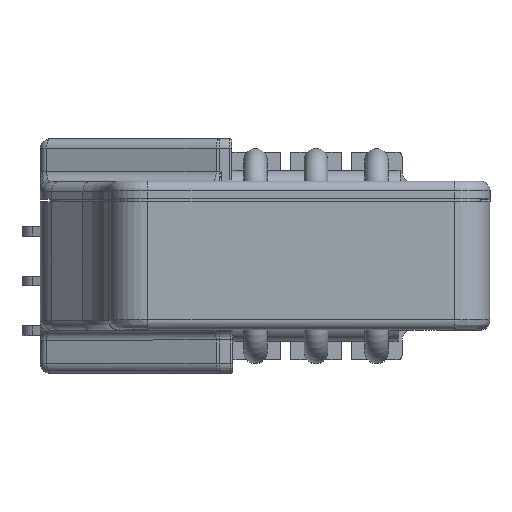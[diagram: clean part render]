
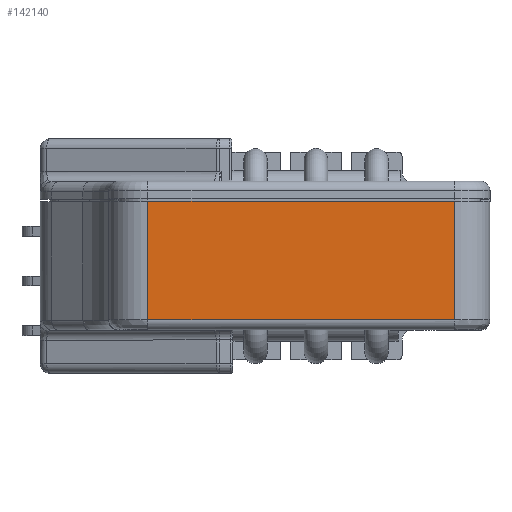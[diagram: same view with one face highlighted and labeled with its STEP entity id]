
A CAD part, top view. The second image highlights one B-rep face of the part: STEP entity #142140.
In plain terms, the highlighted planar face has unit normal (0, 0, 1).
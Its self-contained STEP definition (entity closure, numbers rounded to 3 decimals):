
#66740=CARTESIAN_POINT('',(5.311,1.65,6.36));
#66750=VERTEX_POINT('',#66740);
#67140=CARTESIAN_POINT('',(5.311,16.85,
6.36));
#67150=DIRECTION('',(0.,-1.,0.));
#67160=VECTOR('',#67150,1.);
#67170=LINE('',#67140,#67160);
#67180=CARTESIAN_POINT('',(5.311,17.35,6.36));
#67190=VERTEX_POINT('',#67180);
#67200=EDGE_CURVE('',#67190,#66750,#67170,.T.);
#141130=CARTESIAN_POINT('',(-0.769,17.35,6.36));
#141140=VERTEX_POINT('',#141130);
#141170=CARTESIAN_POINT('',(-0.769,11.959,
6.36));
#141180=DIRECTION('',(0.,-1.,0.));
#141190=VECTOR('',#141180,1.);
#141200=LINE('',#141170,#141190);
#141210=CARTESIAN_POINT('',(-0.769,1.65,6.36));
#141220=VERTEX_POINT('',#141210);
#141230=EDGE_CURVE('',#141140,#141220,#141200,.T.);
#141760=CARTESIAN_POINT('',(3.011,1.65,6.36));
#141770=DIRECTION('',(1.,0.,0.));
#141780=VECTOR('',#141770,1.);
#141790=LINE('',#141760,#141780);
#141800=EDGE_CURVE('',#141220,#66750,#141790,.T.);
#141910=CARTESIAN_POINT('',(3.011,17.35,6.36));
#141920=DIRECTION('',(-1.,0.,-0.));
#141930=VECTOR('',#141920,1.);
#141940=LINE('',#141910,#141930);
#141950=EDGE_CURVE('',#67190,#141140,#141940,.T.);
#142030=CARTESIAN_POINT('',(7.111,9.05,
6.36));
#142040=DIRECTION('',(0.,0.,-1.));
#142050=DIRECTION('',(0.,1.,0.));
#142060=AXIS2_PLACEMENT_3D('',#142030,#142040,#142050);
#142070=PLANE('',#142060);
#142080=ORIENTED_EDGE('',*,*,#141950,.T.);
#142090=ORIENTED_EDGE('',*,*,#67200,.F.);
#142100=ORIENTED_EDGE('',*,*,#141800,.T.);
#142110=ORIENTED_EDGE('',*,*,#141230,.T.);
#142120=EDGE_LOOP('',(#142110,#142100,#142090,#142080));
#142130=FACE_OUTER_BOUND('',#142120,.T.);
#142140=ADVANCED_FACE('',(#142130),#142070,.F.);
